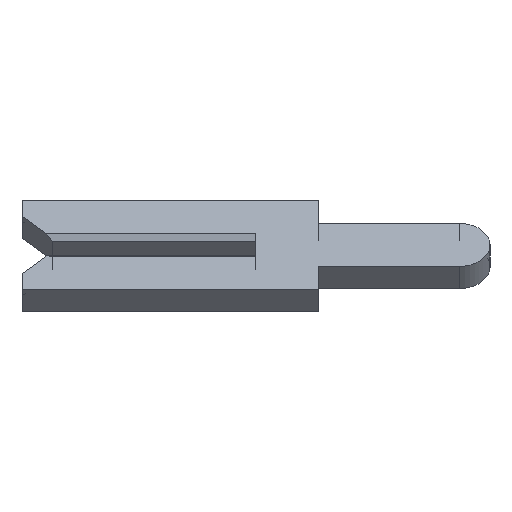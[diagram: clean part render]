
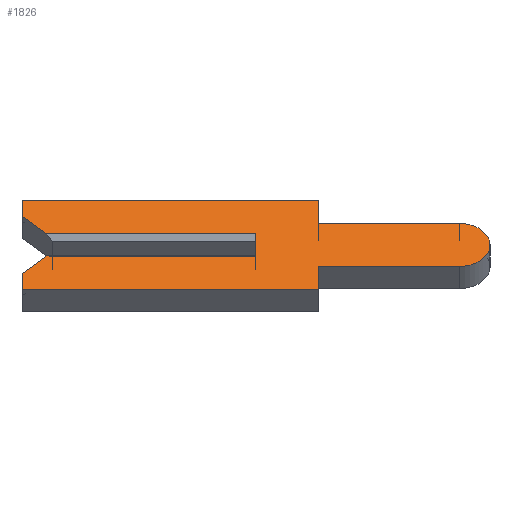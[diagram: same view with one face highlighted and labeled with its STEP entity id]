
A CAD part, left-side view. The second image highlights one B-rep face of the part: STEP entity #1826.
In plain terms, the highlighted face is planar.
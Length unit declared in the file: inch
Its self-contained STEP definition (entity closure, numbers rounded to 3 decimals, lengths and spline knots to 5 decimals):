
#50 = ORIENTED_EDGE ( 'NONE', *, *, #1581, .F. ) ;
#90 = LINE ( 'NONE', #856, #632 ) ;
#99 = LINE ( 'NONE', #377, #2540 ) ;
#106 = LINE ( 'NONE', #1062, #584 ) ;
#108 = ORIENTED_EDGE ( 'NONE', *, *, #1072, .F. ) ;
#178 = CARTESIAN_POINT ( 'NONE',  ( -0.01, 0.1305, 0.0065 ) ) ;
#204 = VECTOR ( 'NONE', #1238, 39.37008 ) ;
#211 = DIRECTION ( 'NONE',  ( 1., 0., 0. ) ) ;
#230 = DIRECTION ( 'NONE',  ( 0., -1., 0. ) ) ;
#236 = AXIS2_PLACEMENT_3D ( 'NONE', #1451, #211, #1661 ) ;
#323 = CARTESIAN_POINT ( 'NONE',  ( -0.01, -0.04, -0.0195 ) ) ;
#330 = EDGE_CURVE ( 'NONE', #2289, #2157, #2135, .T. ) ;
#355 = ORIENTED_EDGE ( 'NONE', *, *, #1814, .T. ) ;
#360 = DIRECTION ( 'NONE',  ( 0., 0., -1. ) ) ;
#377 = CARTESIAN_POINT ( 'NONE',  ( -0.01, 0.15, 0.026 ) ) ;
#379 = EDGE_CURVE ( 'NONE', #2571, #608, #773, .T. ) ;
#411 = EDGE_CURVE ( 'NONE', #961, #501, #2109, .T. ) ;
#416 = DIRECTION ( 'NONE',  ( 1., 0., 0. ) ) ;
#430 = CARTESIAN_POINT ( 'NONE',  ( -0.01, 0.15, 0.01 ) ) ;
#472 = CARTESIAN_POINT ( 'NONE',  ( -0.01, 0., -0.01 ) ) ;
#478 = ORIENTED_EDGE ( 'NONE', *, *, #330, .F. ) ;
#501 = VERTEX_POINT ( 'NONE', #1776 ) ;
#513 = LINE ( 'NONE', #2269, #2600 ) ;
#526 = ORIENTED_EDGE ( 'NONE', *, *, #2297, .F. ) ;
#572 = CARTESIAN_POINT ( 'NONE',  ( -0.01, 0.134, 0.01 ) ) ;
#584 = VECTOR ( 'NONE', #2531, 39.37008 ) ;
#608 = VERTEX_POINT ( 'NONE', #2012 ) ;
#632 = VECTOR ( 'NONE', #677, 39.37008 ) ;
#658 = LINE ( 'NONE', #1220, #999 ) ;
#677 = DIRECTION ( 'NONE',  ( 0., -1., 0. ) ) ;
#697 = EDGE_CURVE ( 'NONE', #955, #2353, #1115, .T. ) ;
#699 = ORIENTED_EDGE ( 'NONE', *, *, #974, .F. ) ;
#710 = VECTOR ( 'NONE', #962, 39.37008 ) ;
#720 = CARTESIAN_POINT ( 'NONE',  ( -0.01, 0.15, -0.04 ) ) ;
#773 = LINE ( 'NONE', #720, #710 ) ;
#818 = EDGE_CURVE ( 'NONE', #1654, #1321, #1769, .T. ) ;
#832 = EDGE_CURVE ( 'NONE', #1031, #1000, #1971, .T. ) ;
#856 = CARTESIAN_POINT ( 'NONE',  ( -0.01, -0.1305, -0.01 ) ) ;
#882 = CARTESIAN_POINT ( 'NONE',  ( -0.01, -0.1305, 0.0195 ) ) ;
#891 = CARTESIAN_POINT ( 'NONE',  ( -0.01, -0.04, -0.04 ) ) ;
#892 = ORIENTED_EDGE ( 'NONE', *, *, #379, .F. ) ;
#932 = CARTESIAN_POINT ( 'NONE',  ( -0.01, 0.1305, -0.0065 ) ) ;
#955 = VERTEX_POINT ( 'NONE', #1856 ) ;
#961 = VERTEX_POINT ( 'NONE', #1624 ) ;
#962 = DIRECTION ( 'NONE',  ( 0., 1., 0. ) ) ;
#974 = EDGE_CURVE ( 'NONE', #1000, #1353, #99, .T. ) ;
#978 = VECTOR ( 'NONE', #360, 39.37008 ) ;
#994 = CARTESIAN_POINT ( 'NONE',  ( -0.01, 0.15, 0.026 ) ) ;
#999 = VECTOR ( 'NONE', #230, 39.37008 ) ;
#1000 = VERTEX_POINT ( 'NONE', #994 ) ;
#1006 = VECTOR ( 'NONE', #2440, 39.37008 ) ;
#1029 = ORIENTED_EDGE ( 'NONE', *, *, #1774, .F. ) ;
#1031 = VERTEX_POINT ( 'NONE', #572 ) ;
#1044 = DIRECTION ( 'NONE',  ( 0., 0., -1. ) ) ;
#1062 = CARTESIAN_POINT ( 'NONE',  ( -0.01, -0.04, -0.04 ) ) ;
#1072 = EDGE_CURVE ( 'NONE', #608, #955, #513, .T. ) ;
#1088 = DIRECTION ( 'NONE',  ( 0., -1., 0. ) ) ;
#1115 = LINE ( 'NONE', #932, #2044 ) ;
#1206 = AXIS2_PLACEMENT_3D ( 'NONE', #2322, #416, #1044 ) ;
#1220 = CARTESIAN_POINT ( 'NONE',  ( -0.01, -0.04, 0.0195 ) ) ;
#1238 = DIRECTION ( 'NONE',  ( 0., -1., 0. ) ) ;
#1292 = CARTESIAN_POINT ( 'NONE',  ( -0.01, 0., 0.0065 ) ) ;
#1321 = VERTEX_POINT ( 'NONE', #2646 ) ;
#1338 = ORIENTED_EDGE ( 'NONE', *, *, #832, .F. ) ;
#1353 = VERTEX_POINT ( 'NONE', #2279 ) ;
#1355 = FACE_OUTER_BOUND ( 'NONE', #1465, .T. ) ;
#1400 = DIRECTION ( 'NONE',  ( 0., 0., 1. ) ) ;
#1411 = DIRECTION ( 'NONE',  ( 0., 0.707, 0.707 ) ) ;
#1451 = CARTESIAN_POINT ( 'NONE',  ( -0.01, -0.1305, 0. ) ) ;
#1465 = EDGE_LOOP ( 'NONE', ( #355, #478, #1519, #1587, #108, #892, #526, #2383, #50, #1029, #1747, #1945, #699, #1338 ) ) ;
#1480 = VECTOR ( 'NONE', #1088, 39.37008 ) ;
#1501 = CARTESIAN_POINT ( 'NONE',  ( -0.01, 0.15, 0.04 ) ) ;
#1519 = ORIENTED_EDGE ( 'NONE', *, *, #1955, .F. ) ;
#1562 = VECTOR ( 'NONE', #1718, 39.37008 ) ;
#1581 = EDGE_CURVE ( 'NONE', #2444, #961, #2439, .T. ) ;
#1587 = ORIENTED_EDGE ( 'NONE', *, *, #697, .F. ) ;
#1624 = CARTESIAN_POINT ( 'NONE',  ( -0.01, -0.1305, -0.0195 ) ) ;
#1654 = VERTEX_POINT ( 'NONE', #2299 ) ;
#1661 = DIRECTION ( 'NONE',  ( 0., 0., -1. ) ) ;
#1718 = DIRECTION ( 'NONE',  ( 0., 0., 1. ) ) ;
#1747 = ORIENTED_EDGE ( 'NONE', *, *, #818, .F. ) ;
#1769 = LINE ( 'NONE', #2000, #978 ) ;
#1774 = EDGE_CURVE ( 'NONE', #1321, #2444, #658, .T. ) ;
#1776 = CARTESIAN_POINT ( 'NONE',  ( -0.01, -0.04, -0.0195 ) ) ;
#1814 = EDGE_CURVE ( 'NONE', #1031, #2157, #1924, .T. ) ;
#1826 = ADVANCED_FACE ( 'NONE', ( #1355 ), #1889, .F. ) ;
#1837 = DIRECTION ( 'NONE',  ( 0., 0., 1. ) ) ;
#1856 = CARTESIAN_POINT ( 'NONE',  ( -0.01, 0.15, -0.026 ) ) ;
#1889 = PLANE ( 'NONE',  #236 ) ;
#1909 = CARTESIAN_POINT ( 'NONE',  ( -0.01, 0., 0.01 ) ) ;
#1924 = LINE ( 'NONE', #430, #204 ) ;
#1945 = ORIENTED_EDGE ( 'NONE', *, *, #2010, .F. ) ;
#1955 = EDGE_CURVE ( 'NONE', #2353, #2289, #90, .T. ) ;
#1971 = LINE ( 'NONE', #178, #2307 ) ;
#2000 = CARTESIAN_POINT ( 'NONE',  ( -0.01, -0.04, 0.04 ) ) ;
#2010 = EDGE_CURVE ( 'NONE', #1353, #1654, #2278, .T. ) ;
#2012 = CARTESIAN_POINT ( 'NONE',  ( -0.01, 0.15, -0.04 ) ) ;
#2044 = VECTOR ( 'NONE', #2419, 39.37008 ) ;
#2109 = LINE ( 'NONE', #323, #1006 ) ;
#2135 = LINE ( 'NONE', #1292, #1562 ) ;
#2151 = CARTESIAN_POINT ( 'NONE',  ( -0.01, 0.134, -0.01 ) ) ;
#2157 = VERTEX_POINT ( 'NONE', #1909 ) ;
#2269 = CARTESIAN_POINT ( 'NONE',  ( -0.01, 0.15, -0.026 ) ) ;
#2278 = LINE ( 'NONE', #1501, #1480 ) ;
#2279 = CARTESIAN_POINT ( 'NONE',  ( -0.01, 0.15, 0.04 ) ) ;
#2289 = VERTEX_POINT ( 'NONE', #472 ) ;
#2297 = EDGE_CURVE ( 'NONE', #501, #2571, #106, .T. ) ;
#2299 = CARTESIAN_POINT ( 'NONE',  ( -0.01, -0.04, 0.04 ) ) ;
#2307 = VECTOR ( 'NONE', #1411, 39.37008 ) ;
#2322 = CARTESIAN_POINT ( 'NONE',  ( -0.01, -0.1305, 0. ) ) ;
#2353 = VERTEX_POINT ( 'NONE', #2151 ) ;
#2383 = ORIENTED_EDGE ( 'NONE', *, *, #411, .F. ) ;
#2419 = DIRECTION ( 'NONE',  ( 0., -0.707, 0.707 ) ) ;
#2439 = CIRCLE ( 'NONE', #1206, 0.0195 ) ;
#2440 = DIRECTION ( 'NONE',  ( 0., 1., 0. ) ) ;
#2444 = VERTEX_POINT ( 'NONE', #882 ) ;
#2531 = DIRECTION ( 'NONE',  ( 0., 0., -1. ) ) ;
#2540 = VECTOR ( 'NONE', #1837, 39.37008 ) ;
#2571 = VERTEX_POINT ( 'NONE', #891 ) ;
#2600 = VECTOR ( 'NONE', #1400, 39.37008 ) ;
#2646 = CARTESIAN_POINT ( 'NONE',  ( -0.01, -0.04, 0.0195 ) ) ;
